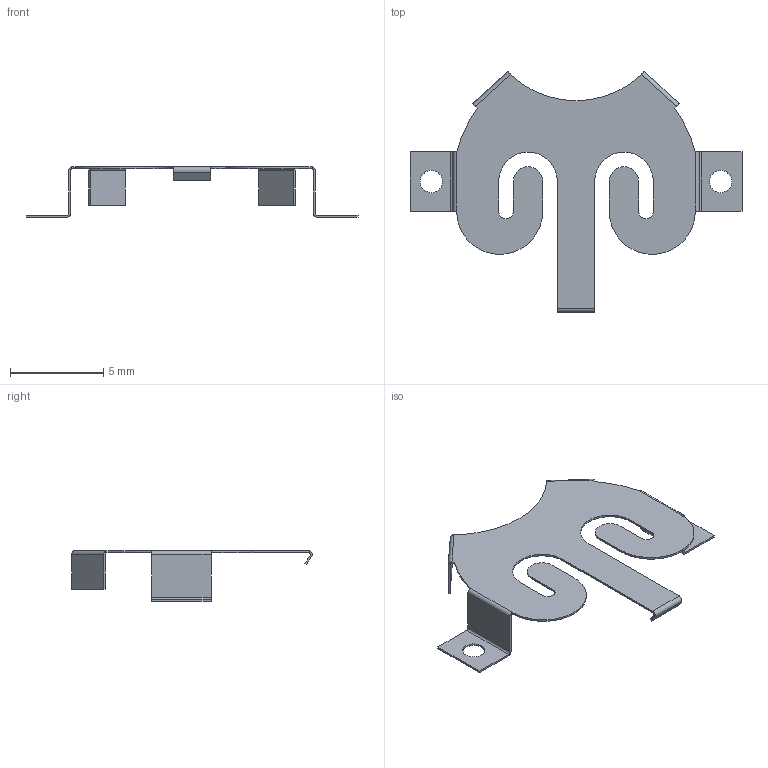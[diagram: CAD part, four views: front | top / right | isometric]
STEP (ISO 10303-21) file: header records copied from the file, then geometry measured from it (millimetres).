
FILE_DESCRIPTION(('FreeCAD Model'),'2;1');
FILE_NAME('BatteryHolder_Keystone_2894.step','2020-01-06T00:13:53',( 'kicad StepUp'),('ksu MCAD'),'Open CASCADE STEP processor 7.2', 'FreeCAD','Unknown');
FILE_SCHEMA(('AUTOMOTIVE_DESIGN { 1 0 10303 214 1 1 1 1 }'));
Length unit declared in the file: millimetre
Products named in the file (1): BatteryHolder_Keystone_2894
Bounding box: 17.78 x 12.89 x 2.7 mm (x, y, z)
Volume: 13.5 mm3; surface area: 282.5 mm2
Topology: 1 solids, 1 shells, 71 faces, 195 edges, 126 vertices
Faces by surface type: plane 43, cylinder 28
Full cylindrical faces by diameter (mm): 1.19 x2
Entity records: 2278 total; most frequent: DIRECTION 395, CARTESIAN_POINT 393, ORIENTED_EDGE 390, EDGE_CURVE 195, LINE 139, VECTOR 139, AXIS2_PLACEMENT_3D 128, VERTEX_POINT 126
